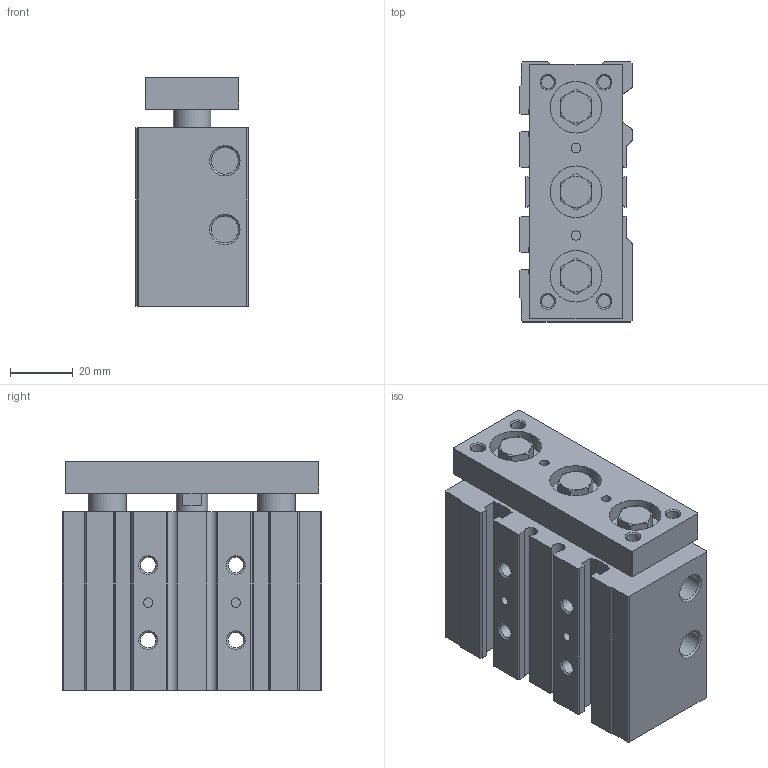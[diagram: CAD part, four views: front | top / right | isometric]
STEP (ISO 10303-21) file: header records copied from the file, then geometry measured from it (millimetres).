
FILE_DESCRIPTION( ( 'STEP AP203' ), '1' );
FILE_NAME( 'SGM20x20-S()(0-0).stp', '2021-10-12T02:29:19', ( 'License CC BY-ND 4.0' ), ( 'CADENAS' ), ' ', 'PARTsolutions', ' ' );
FILE_SCHEMA( ( 'CONFIG_CONTROL_DESIGN' ) );
Length unit declared in the file: millimetre
Products named in the file (4): SGM20x20-S()(0-0); _SGM20x20-M(dummy-0) 0; _SGM20x20-M(-0body); _SGM20x20-M(-0)_ROD
Assembly tree (3 placements, depth 2):
  SGM20x20-S()(0-0)
    _SGM20x20-M(dummy-0) 0
    _SGM20x20-M(-0body)
    _SGM20x20-M(-0)_ROD
Bounding box: 36 x 83 x 73 mm (x, y, z)
Volume: 168929.3 mm3; surface area: 50043.3 mm2
Topology: 2 solids, 2 shells, 295 faces, 712 edges, 455 vertices
Faces by surface type: plane 144, cylinder 93, cone 58
Full cylindrical faces by diameter (mm): 3 x6, 4.134 x8, 4.917 x4, 5.2 x4, 8 x2, 8.566 x4, 9.5 x4, 10 x2, 12 x2, 16.5 x3, 17 x2, 20 x3
Entity records: 8511 total; most frequent: CARTESIAN_POINT 1706, DIRECTION 1398, ORIENTED_EDGE 1278, EDGE_CURVE 639, AXIS2_PLACEMENT_3D 548, VERTEX_POINT 447, EDGE_LOOP 414, FACE_OUTER_BOUND 339
